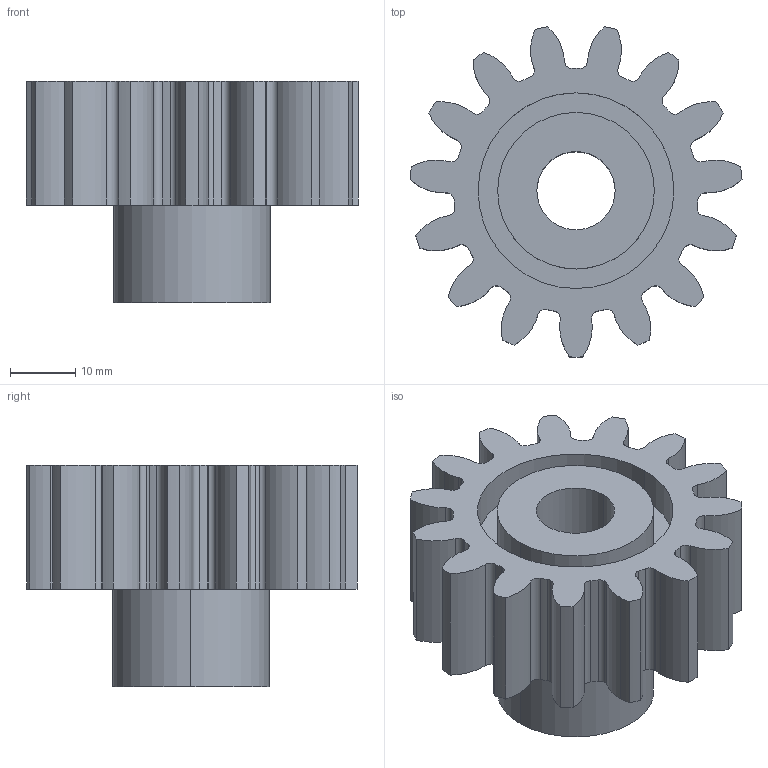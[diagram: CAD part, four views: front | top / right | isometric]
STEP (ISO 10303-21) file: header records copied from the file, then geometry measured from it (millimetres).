
FILE_DESCRIPTION (( 'STEP AP214' ), '1' );
FILE_NAME ('119-030-015.step', '2010-07-19T16:06:54', ( 'WMH Herion Antriebstechnik GmbH' ), ( 'WMH Herion Antriebstechnik GmbH' ), 'SwSTEP 2.0', 'SolidWorks 2010', '' );
FILE_SCHEMA (( 'AUTOMOTIVE_DESIGN' ));
Length unit declared in the file: millimetre
Products named in the file (1): 119-030-015
Bounding box: 50.89 x 50.63 x 34 mm (x, y, z)
Volume: 29547.8 mm3; surface area: 12498.8 mm2
Topology: 1 solids, 1 shells, 117 faces, 333 edges, 222 vertices
Faces by surface type: cylinder 111, plane 6
Entity records: 3987 total; most frequent: DIRECTION 791, CARTESIAN_POINT 673, ORIENTED_EDGE 666, AXIS2_PLACEMENT_3D 340, EDGE_CURVE 333, VERTEX_POINT 222, CIRCLE 222, EDGE_LOOP 123
